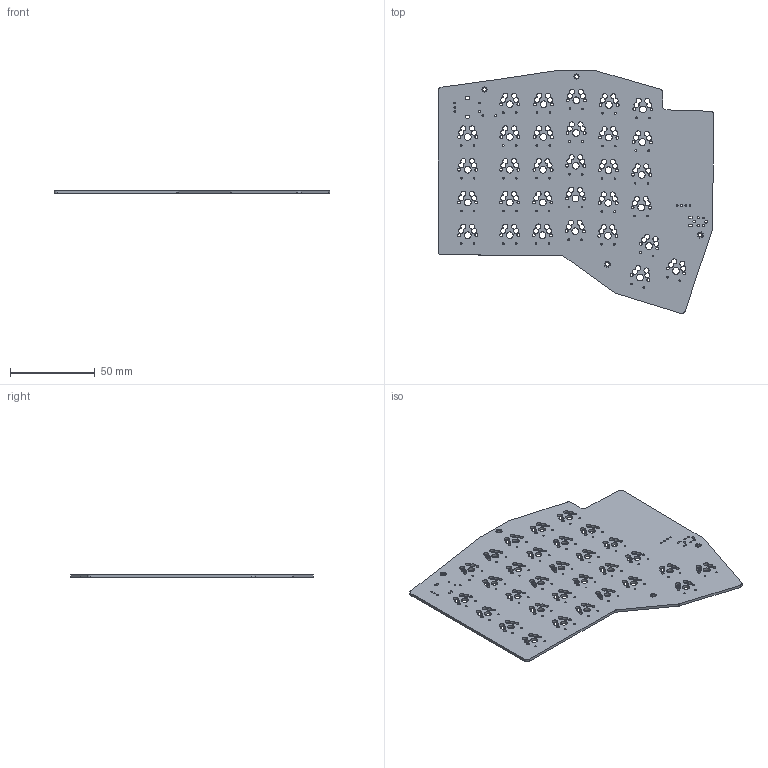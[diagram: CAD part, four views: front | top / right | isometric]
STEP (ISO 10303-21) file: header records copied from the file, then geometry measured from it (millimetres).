
FILE_DESCRIPTION(('KiCad electronic assembly'),'2;1');
FILE_NAME('tutorial.step','2025-01-19T21:35:19',('Pcbnew'),('Kicad'), 'Open CASCADE STEP processor 7.8','KiCad to STEP converter','Unknown' );
FILE_SCHEMA(('AUTOMOTIVE_DESIGN { 1 0 10303 214 1 1 1 1 }'));
Length unit declared in the file: millimetre
Products named in the file (2): tutorial 1; tutorial_PCB
Assembly tree (1 placements, depth 2):
  tutorial 1
    tutorial_PCB
Bounding box: 162.7 x 143.27 x 1.6 mm (x, y, z)
Volume: 26466.8 mm3; surface area: 37342.7 mm2
Topology: 1 solids, 1 shells, 518 faces, 1548 edges, 1032 vertices
Faces by surface type: cylinder 476, plane 42
Full cylindrical faces by diameter (mm): 0.4 x32, 0.991 x64, 1 x9, 1.5 x2, 1.702 x62, 2.2 x4, 3.988 x31
Entity records: 19137 total; most frequent: DIRECTION 3540, CARTESIAN_POINT 3100, ORIENTED_EDGE 3096, EDGE_CURVE 1548, AXIS2_PLACEMENT_3D 1472, FACE_BOUND 1066, EDGE_LOOP 1066, VERTEX_POINT 1032
